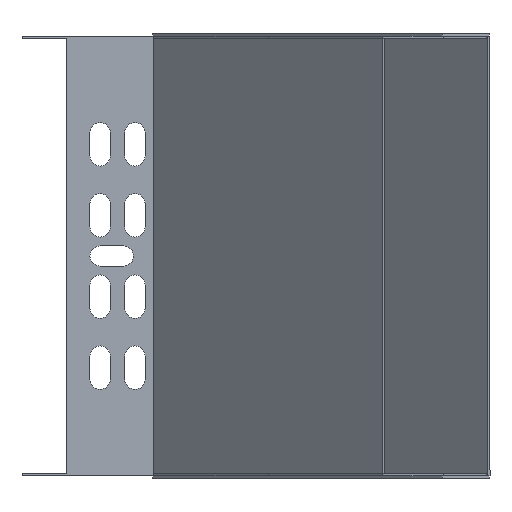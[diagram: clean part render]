
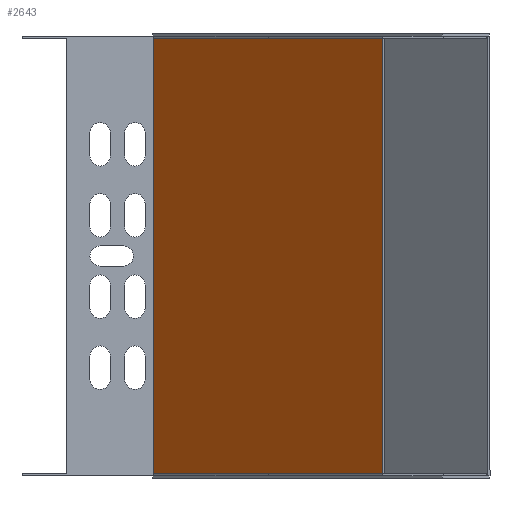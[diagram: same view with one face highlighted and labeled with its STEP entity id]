
A CAD part, front view. The second image highlights one B-rep face of the part: STEP entity #2643.
In plain terms, the highlighted planar face has unit normal (-0.707, -0.707, 0).
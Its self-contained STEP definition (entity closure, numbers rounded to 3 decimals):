
#25 = ORIENTED_EDGE ( 'NONE', *, *, #508, .T. ) ;
#72 = VECTOR ( 'NONE', #3874, 1000. ) ;
#243 = CARTESIAN_POINT ( 'NONE',  ( 27.976, -79.153, 195.829 ) ) ;
#508 = EDGE_CURVE ( 'NONE', #3366, #1513, #540, .T. ) ;
#540 = LINE ( 'NONE', #1005, #3445 ) ;
#1005 = CARTESIAN_POINT ( 'NONE',  ( 27.979, -79.156, 45.829 ) ) ;
#1068 = CARTESIAN_POINT ( 'NONE',  ( 27.976, -79.153, 45.829 ) ) ;
#1130 = LINE ( 'NONE', #2709, #72 ) ;
#1177 = LINE ( 'NONE', #4562, #3042 ) ;
#1215 = DIRECTION ( 'NONE',  ( -0.707, -0.707, 0. ) ) ;
#1256 = VERTEX_POINT ( 'NONE', #1771 ) ;
#1390 = VERTEX_POINT ( 'NONE', #1068 ) ;
#1513 = VERTEX_POINT ( 'NONE', #2332 ) ;
#1561 = CARTESIAN_POINT ( 'NONE',  ( -50.86, -0.316, 195.829 ) ) ;
#1661 = CARTESIAN_POINT ( 'NONE',  ( -11.442, -39.734, 195.829 ) ) ;
#1664 = CARTESIAN_POINT ( 'NONE',  ( -50.86, -0.316, 45.829 ) ) ;
#1771 = CARTESIAN_POINT ( 'NONE',  ( -50.86, -0.316, 195.829 ) ) ;
#1821 = EDGE_CURVE ( 'NONE', #3727, #3193, #1130, .T. ) ;
#1848 = VECTOR ( 'NONE', #4330, 1000. ) ;
#2002 = PLANE ( 'NONE',  #2700 ) ;
#2332 = CARTESIAN_POINT ( 'NONE',  ( -11.442, -39.734, 45.829 ) ) ;
#2497 = CARTESIAN_POINT ( 'NONE',  ( 27.979, -79.156, 45.829 ) ) ;
#2643 = ADVANCED_FACE ( 'NONE', ( #5067 ), #2002, .T. ) ;
#2695 = ORIENTED_EDGE ( 'NONE', *, *, #3053, .T. ) ;
#2700 = AXIS2_PLACEMENT_3D ( 'NONE', #2810, #1215, #3976 ) ;
#2709 = CARTESIAN_POINT ( 'NONE',  ( 27.979, -79.156, 195.829 ) ) ;
#2753 = DIRECTION ( 'NONE',  ( -0.707, 0.707, 0. ) ) ;
#2810 = CARTESIAN_POINT ( 'NONE',  ( 27.979, -79.156, 195.829 ) ) ;
#2864 = VECTOR ( 'NONE', #2753, 1000. ) ;
#2897 = DIRECTION ( 'NONE',  ( -0.707, 0.707, 0. ) ) ;
#2986 = DIRECTION ( 'NONE',  ( 0.707, -0.707, 0. ) ) ;
#3042 = VECTOR ( 'NONE', #3795, 1000. ) ;
#3053 = EDGE_CURVE ( 'NONE', #3193, #1256, #4938, .T. ) ;
#3193 = VERTEX_POINT ( 'NONE', #1661 ) ;
#3332 = EDGE_LOOP ( 'NONE', ( #3435, #3913, #4331, #2695, #4882, #25 ) ) ;
#3366 = VERTEX_POINT ( 'NONE', #1664 ) ;
#3435 = ORIENTED_EDGE ( 'NONE', *, *, #4164, .F. ) ;
#3445 = VECTOR ( 'NONE', #2986, 1000. ) ;
#3651 = EDGE_CURVE ( 'NONE', #1256, #3366, #1177, .T. ) ;
#3727 = VERTEX_POINT ( 'NONE', #243 ) ;
#3795 = DIRECTION ( 'NONE',  ( 0., 0., -1. ) ) ;
#3874 = DIRECTION ( 'NONE',  ( -0.707, 0.707, 0. ) ) ;
#3913 = ORIENTED_EDGE ( 'NONE', *, *, #4852, .F. ) ;
#3933 = LINE ( 'NONE', #3948, #1848 ) ;
#3948 = CARTESIAN_POINT ( 'NONE',  ( 27.976, -79.153, 195.829 ) ) ;
#3976 = DIRECTION ( 'NONE',  ( 0.707, -0.707, 0. ) ) ;
#4164 = EDGE_CURVE ( 'NONE', #1390, #1513, #4480, .T. ) ;
#4330 = DIRECTION ( 'NONE',  ( 0., 0., -1. ) ) ;
#4331 = ORIENTED_EDGE ( 'NONE', *, *, #1821, .T. ) ;
#4358 = VECTOR ( 'NONE', #2897, 1000. ) ;
#4480 = LINE ( 'NONE', #2497, #4358 ) ;
#4562 = CARTESIAN_POINT ( 'NONE',  ( -50.86, -0.316, 195.829 ) ) ;
#4852 = EDGE_CURVE ( 'NONE', #3727, #1390, #3933, .T. ) ;
#4882 = ORIENTED_EDGE ( 'NONE', *, *, #3651, .T. ) ;
#4938 = LINE ( 'NONE', #1561, #2864 ) ;
#5067 = FACE_OUTER_BOUND ( 'NONE', #3332, .T. ) ;
